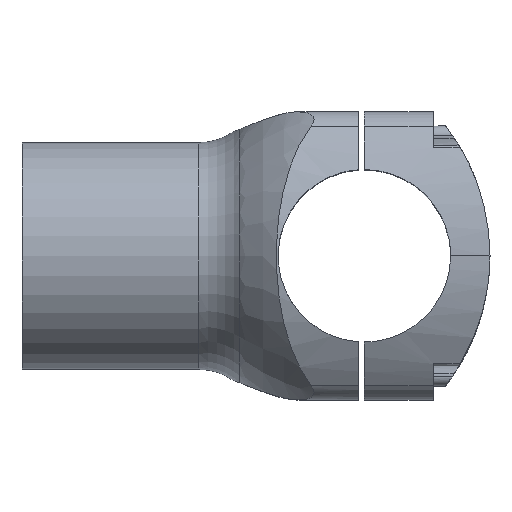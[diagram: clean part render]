
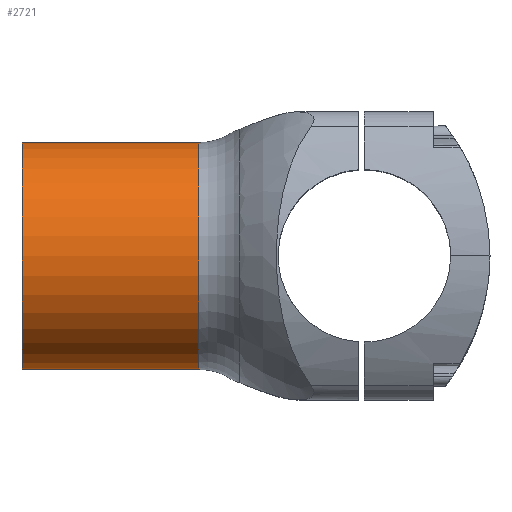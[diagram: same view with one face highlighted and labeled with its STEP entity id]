
A CAD part, top view. The second image highlights one B-rep face of the part: STEP entity #2721.
In plain terms, the highlighted cylindrical face has radius 14.621 mm (diameter 29.242 mm), a partial arc.
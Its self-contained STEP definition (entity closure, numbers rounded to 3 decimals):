
#21 = VERTEX_POINT ( 'NONE', #138 ) ;
#135 = VERTEX_POINT ( 'NONE', #1293 ) ;
#138 = CARTESIAN_POINT ( 'NONE',  ( -21.321, -14.621, 0. ) ) ;
#169 = EDGE_CURVE ( 'NONE', #135, #2122, #1918, .T. ) ;
#244 = DIRECTION ( 'NONE',  ( 1., 0., 0. ) ) ;
#516 = ORIENTED_EDGE ( 'NONE', *, *, #3592, .F. ) ;
#525 = VERTEX_POINT ( 'NONE', #1774 ) ;
#628 = AXIS2_PLACEMENT_3D ( 'NONE', #1878, #1650, #2447 ) ;
#729 = ORIENTED_EDGE ( 'NONE', *, *, #169, .F. ) ;
#903 = DIRECTION ( 'NONE',  ( 1., 0., 0. ) ) ;
#1018 = CYLINDRICAL_SURFACE ( 'NONE', #628, 14.621 ) ;
#1034 = AXIS2_PLACEMENT_3D ( 'NONE', #2137, #3277, #3386 ) ;
#1065 = VECTOR ( 'NONE', #903, 1000. ) ;
#1273 = EDGE_CURVE ( 'NONE', #525, #21, #2963, .T. ) ;
#1293 = CARTESIAN_POINT ( 'NONE',  ( -44.13, 14.621, 0. ) ) ;
#1311 = CARTESIAN_POINT ( 'NONE',  ( 0., 14.621, 0. ) ) ;
#1379 = DIRECTION ( 'NONE',  ( 0., 1., 0. ) ) ;
#1499 = EDGE_LOOP ( 'NONE', ( #3631, #2794, #516, #729 ) ) ;
#1635 = DIRECTION ( 'NONE',  ( 1., 0., 0. ) ) ;
#1650 = DIRECTION ( 'NONE',  ( 1., 0., 0. ) ) ;
#1774 = CARTESIAN_POINT ( 'NONE',  ( -44.13, -14.621, 0. ) ) ;
#1878 = CARTESIAN_POINT ( 'NONE',  ( 0., 0., 0. ) ) ;
#1918 = LINE ( 'NONE', #1311, #2373 ) ;
#1935 = CARTESIAN_POINT ( 'NONE',  ( -44.13, 0., 0. ) ) ;
#2122 = VERTEX_POINT ( 'NONE', #2457 ) ;
#2137 = CARTESIAN_POINT ( 'NONE',  ( -21.321, 0., 0. ) ) ;
#2242 = CIRCLE ( 'NONE', #1034, 14.621 ) ;
#2330 = CARTESIAN_POINT ( 'NONE',  ( 0., -14.621, 0. ) ) ;
#2373 = VECTOR ( 'NONE', #1635, 1000. ) ;
#2447 = DIRECTION ( 'NONE',  ( 0., 1., 0. ) ) ;
#2457 = CARTESIAN_POINT ( 'NONE',  ( -21.321, 14.621, 0. ) ) ;
#2721 = ADVANCED_FACE ( 'NONE', ( #3357 ), #1018, .T. ) ;
#2784 = EDGE_CURVE ( 'NONE', #135, #525, #3370, .T. ) ;
#2794 = ORIENTED_EDGE ( 'NONE', *, *, #1273, .T. ) ;
#2835 = AXIS2_PLACEMENT_3D ( 'NONE', #1935, #244, #1379 ) ;
#2963 = LINE ( 'NONE', #2330, #1065 ) ;
#3277 = DIRECTION ( 'NONE',  ( 1., 0., 0. ) ) ;
#3357 = FACE_OUTER_BOUND ( 'NONE', #1499, .T. ) ;
#3370 = CIRCLE ( 'NONE', #2835, 14.621 ) ;
#3386 = DIRECTION ( 'NONE',  ( 0., 1., 0. ) ) ;
#3592 = EDGE_CURVE ( 'NONE', #2122, #21, #2242, .T. ) ;
#3631 = ORIENTED_EDGE ( 'NONE', *, *, #2784, .T. ) ;
